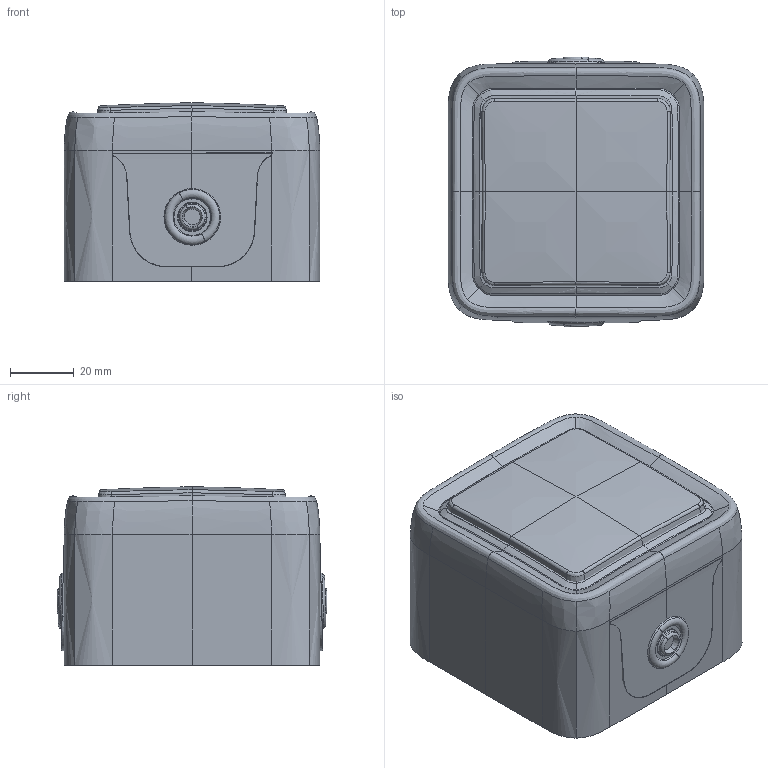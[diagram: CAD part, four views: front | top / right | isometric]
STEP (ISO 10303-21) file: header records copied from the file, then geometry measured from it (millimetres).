
FILE_DESCRIPTION(('CATIA V5 STEP Exchange','CAx-IF Rec.Pracs.--- Model Styling and Organization---1.5--- 2016-08-15','CAx-IF Rec.Pracs.---Supplemental Geometry---1.0---2011-11-01','CAx-IF Rec.Pracs.--- Composite Materials ---1.1---2010-07-15'),'2;1');
FILE_NAME('069711 _AllCATPart.stp','2021-09-21T14:12:55+00:00',('none'),('none'),'CATIA Version 5-6 Release 2020 SP3','CATIA V5 STEP AP214 v2','none');
FILE_SCHEMA(('AUTOMOTIVE_DESIGN { 1 0 10303 214 1 1 1 1 }'));
Length unit declared in the file: millimetre
Products named in the file (1): 069711 _AllCATPart
Bounding box: 80 x 84.38 x 55.82 mm (x, y, z)
Surface area: 58554 mm2 (no closed solid volume)
Topology: 0 solids, 8 shells, 191 faces, 516 edges, 336 vertices
Faces by surface type: bspline 90, plane 33, extrusion 28, cone 28, torus 8, cylinder 4
Entity records: 31864 total; most frequent: CARTESIAN_POINT 28157, ORIENTED_EDGE 910, EDGE_CURVE 516, B_SPLINE_CURVE_WITH_KNOTS 355, VERTEX_POINT 336, DIRECTION 317, EDGE_LOOP 201, ADVANCED_FACE 191
